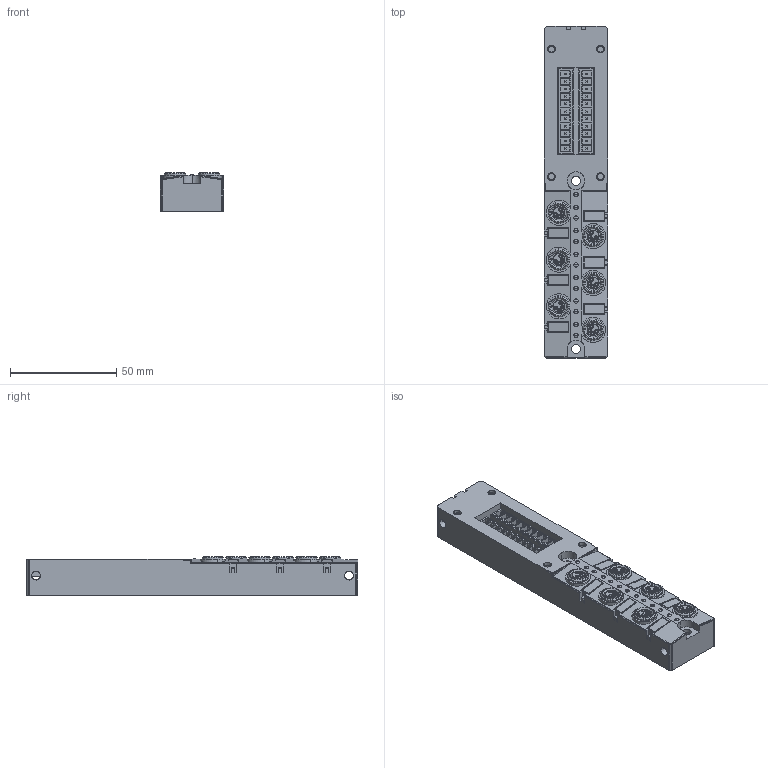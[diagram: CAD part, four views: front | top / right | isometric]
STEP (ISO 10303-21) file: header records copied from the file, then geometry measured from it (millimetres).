
FILE_DESCRIPTION(('CATIA V5 STEP Exchange','CAx-IF Rec.Pracs.--- Model Styling and Organization---1.4--- 2014-01-23'),'2;1');
FILE_NAME ('1352868-2_0', '2022-04-28T07:10:52+00:00', ('none'), ('Weidmueller'), 'CATIA Version 5-6 Release 2016 SP3 HF44', 'CATIA V5 STEP AP214', 'none');
FILE_SCHEMA(('AUTOMOTIVE_DESIGN { 1 0 10303 214 1 1 1 1 }'));
Products named in the file (1): 2819060000
Bounding box: 30 x 155.9 x 18.2 mm (x, y, z)
Volume: 71331.1 mm3; surface area: 31977.9 mm2
Topology: 57 solids, 78 shells, 2246 faces, 5528 edges, 3594 vertices
Faces by surface type: plane 1375, cylinder 519, cone 256, torus 60, sphere 36
Entity records: 69191 total; most frequent: CARTESIAN_POINT 18193, ORIENTED_EDGE 11048, DIRECTION 8919, EDGE_CURVE 5524, VECTOR 3727, LINE 3727, VERTEX_POINT 3594, AXIS2_PLACEMENT_3D 3114
